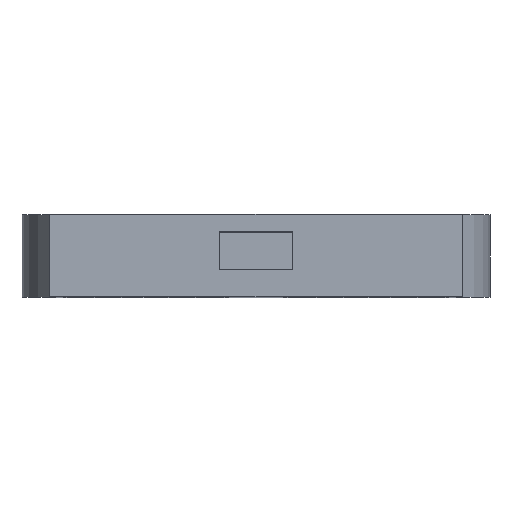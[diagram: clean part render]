
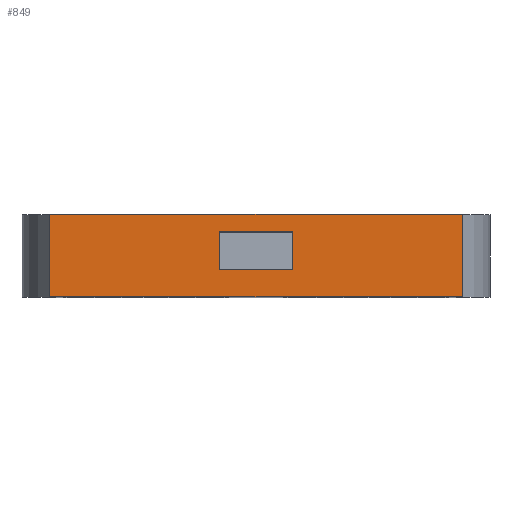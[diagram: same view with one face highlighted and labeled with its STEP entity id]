
A CAD part, top view. The second image highlights one B-rep face of the part: STEP entity #849.
In plain terms, the highlighted planar face has unit normal (0, 0, 1).
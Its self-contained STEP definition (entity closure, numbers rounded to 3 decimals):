
#18=PLANE('',#924);
#38=FACE_BOUND('',#118,.T.);
#77=FACE_OUTER_BOUND('',#117,.T.);
#117=EDGE_LOOP('',(#624,#625,#626,#627));
#118=EDGE_LOOP('',(#628,#629,#630,#631));
#173=LINE('',#1289,#252);
#190=LINE('',#1358,#269);
#191=LINE('',#1360,#270);
#192=LINE('',#1362,#271);
#193=LINE('',#1363,#272);
#194=LINE('',#1365,#273);
#195=LINE('',#1367,#274);
#196=LINE('',#1368,#275);
#252=VECTOR('',#1005,10.);
#269=VECTOR('',#1054,10.);
#270=VECTOR('',#1055,10.);
#271=VECTOR('',#1056,10.);
#272=VECTOR('',#1057,10.);
#273=VECTOR('',#1058,10.);
#274=VECTOR('',#1059,10.);
#275=VECTOR('',#1060,10.);
#376=VERTEX_POINT('',#1286);
#377=VERTEX_POINT('',#1288);
#398=VERTEX_POINT('',#1356);
#399=VERTEX_POINT('',#1357);
#400=VERTEX_POINT('',#1359);
#401=VERTEX_POINT('',#1361);
#402=VERTEX_POINT('',#1364);
#403=VERTEX_POINT('',#1366);
#463=EDGE_CURVE('',#377,#376,#173,.T.);
#490=EDGE_CURVE('',#398,#399,#190,.T.);
#491=EDGE_CURVE('',#400,#399,#191,.T.);
#492=EDGE_CURVE('',#401,#400,#192,.T.);
#493=EDGE_CURVE('',#401,#398,#193,.T.);
#494=EDGE_CURVE('',#402,#377,#194,.T.);
#495=EDGE_CURVE('',#376,#403,#195,.T.);
#496=EDGE_CURVE('',#403,#402,#196,.T.);
#624=ORIENTED_EDGE('',*,*,#490,.T.);
#625=ORIENTED_EDGE('',*,*,#491,.F.);
#626=ORIENTED_EDGE('',*,*,#492,.F.);
#627=ORIENTED_EDGE('',*,*,#493,.T.);
#628=ORIENTED_EDGE('',*,*,#494,.T.);
#629=ORIENTED_EDGE('',*,*,#463,.T.);
#630=ORIENTED_EDGE('',*,*,#495,.T.);
#631=ORIENTED_EDGE('',*,*,#496,.T.);
#849=ADVANCED_FACE('',(#77,#38),#18,.T.);
#924=AXIS2_PLACEMENT_3D('',#1355,#1052,#1053);
#1005=DIRECTION('',(0.,1.,0.));
#1052=DIRECTION('center_axis',(0.,0.,
1.));
#1053=DIRECTION('ref_axis',(1.,0.,0.));
#1054=DIRECTION('',(-1.,0.,0.));
#1055=DIRECTION('',(0.,1.,0.));
#1056=DIRECTION('',(-1.,0.,0.));
#1057=DIRECTION('',(0.,1.,0.));
#1058=DIRECTION('',(-1.,0.,0.));
#1059=DIRECTION('',(1.,0.,0.));
#1060=DIRECTION('',(0.,-1.,0.));
#1286=CARTESIAN_POINT('',(-10.08,-11.73,18.508));
#1288=CARTESIAN_POINT('',(-10.08,-14.43,18.508));
#1289=CARTESIAN_POINT('',(-10.08,-14.082,18.508));
#1355=CARTESIAN_POINT('Origin',(-7.43,-16.435,18.508));
#1356=CARTESIAN_POINT('',(7.544,-10.435,18.508));
#1357=CARTESIAN_POINT('',(-22.404,-10.435,18.508));
#1358=CARTESIAN_POINT('',(-7.43,-10.435,18.508));
#1359=CARTESIAN_POINT('',(-22.404,-16.435,18.508));
#1360=CARTESIAN_POINT('',(-22.404,-16.435,18.508));
#1361=CARTESIAN_POINT('',(7.544,-16.435,18.508));
#1362=CARTESIAN_POINT('',(-7.43,-16.435,18.508));
#1363=CARTESIAN_POINT('',(7.544,-16.435,18.508));
#1364=CARTESIAN_POINT('',(-4.78,-14.43,18.508));
#1365=CARTESIAN_POINT('',(-6.105,-14.43,18.508));
#1366=CARTESIAN_POINT('',(-4.78,-11.73,18.508));
#1367=CARTESIAN_POINT('',(-8.755,-11.73,18.508));
#1368=CARTESIAN_POINT('',(-4.78,-14.082,18.508));
